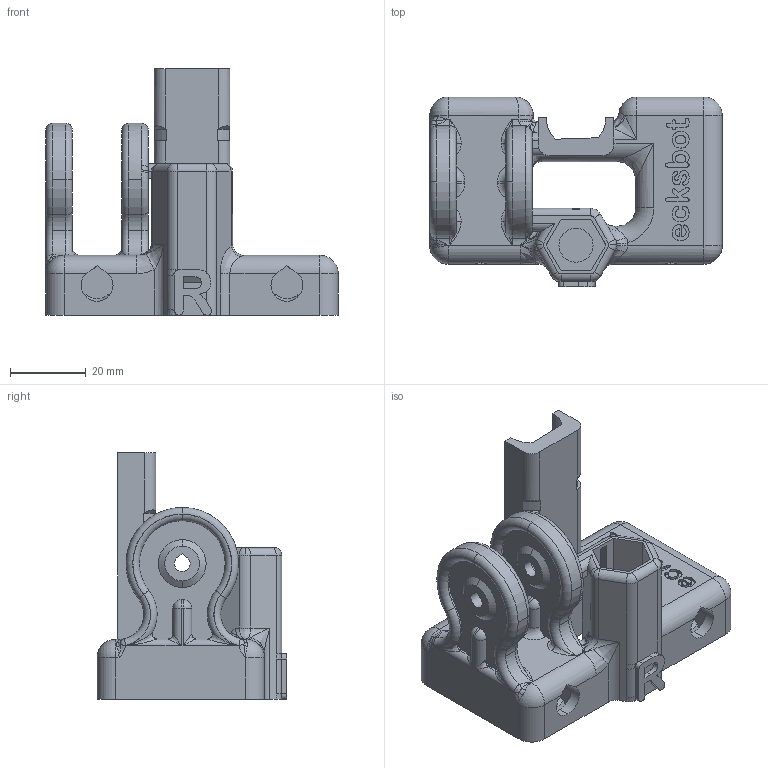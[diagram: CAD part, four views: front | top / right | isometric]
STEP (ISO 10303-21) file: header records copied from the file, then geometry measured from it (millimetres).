
FILE_DESCRIPTION (( 'STEP AP203' ), '1' );
FILE_NAME ('Ecksbot_x_end_idlerx1.STEP', '2012-08-01T05:31:27', ( '' ), ( '' ), 'SwSTEP 2.0', 'SolidWorks 2012', '' );
FILE_SCHEMA (( 'CONFIG_CONTROL_DESIGN' ));
Length unit declared in the file: millimetre
Products named in the file (1): Ecksbot_x_end_idlerx1
Bounding box: 77 x 50 x 65 mm (x, y, z)
Volume: 52289 mm3; surface area: 26303.7 mm2
Topology: 1 solids, 1 shells, 583 faces, 1544 edges, 949 vertices
Faces by surface type: bspline 173, plane 172, cylinder 139, torus 65, sphere 18, cone 16
Entity records: 25831 total; most frequent: CARTESIAN_POINT 12542, ORIENTED_EDGE 3032, DIRECTION 2381, EDGE_CURVE 1516, VERTEX_POINT 949, AXIS2_PLACEMENT_3D 861, LINE 659, VECTOR 659
